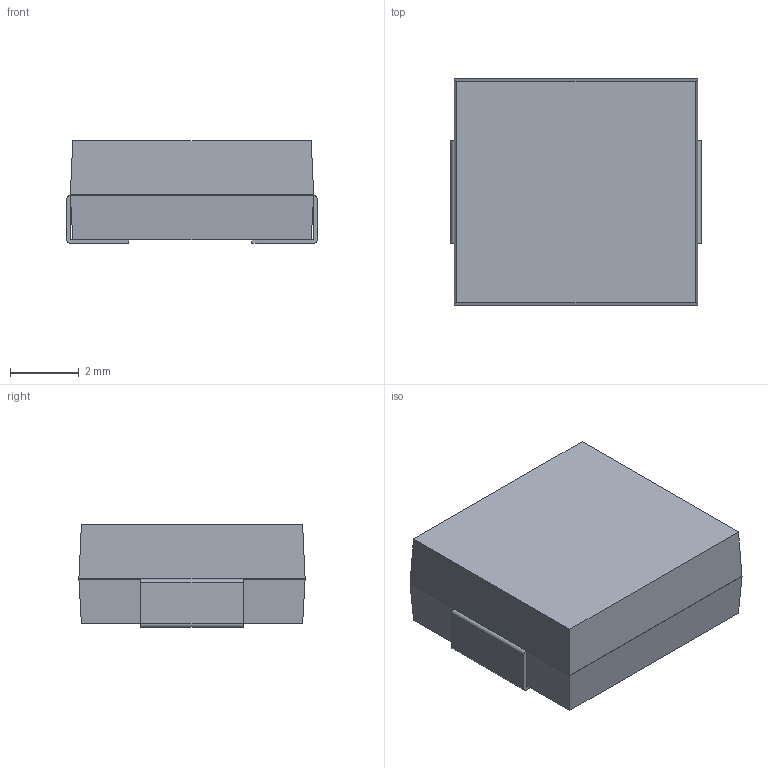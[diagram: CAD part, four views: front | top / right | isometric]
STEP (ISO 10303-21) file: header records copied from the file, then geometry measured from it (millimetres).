
FILE_DESCRIPTION (( 'STEP AP214' ), '1' );
FILE_NAME ('SRP7028CC-100M.stp', '2023-10-06T19:57:22', ( '' ), ( '' ), 'SwSTEP 2.0', 'SolidWorks 2020', '' );
FILE_SCHEMA (( 'AUTOMOTIVE_DESIGN' ));
Length unit declared in the file: millimetre
Products named in the file (5): FilletPin1.stp; FilletPin2.stp; SRP7028CC-100M.stp; SRP7028CC-100M; Chamfer.stp
Assembly tree (4 placements, depth 3):
  SRP7028CC-100M
    SRP7028CC-100M.stp
      Chamfer.stp
      FilletPin1.stp
      FilletPin2.stp
Bounding box: 7.3 x 6.6 x 3 mm (x, y, z)
Volume: 135.9 mm3; surface area: 228.8 mm2
Topology: 3 solids, 3 shells, 38 faces, 88 edges, 56 vertices
Faces by surface type: plane 34, cylinder 4
Entity records: 1236 total; most frequent: CARTESIAN_POINT 190, DIRECTION 188, ORIENTED_EDGE 176, EDGE_CURVE 88, VECTOR 80, LINE 80, VERTEX_POINT 56, AXIS2_PLACEMENT_3D 54
